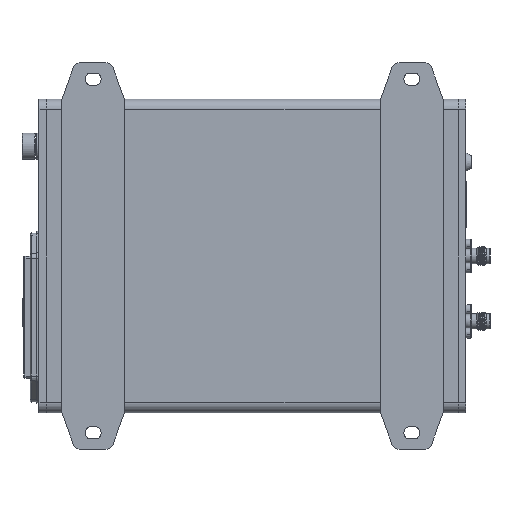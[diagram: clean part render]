
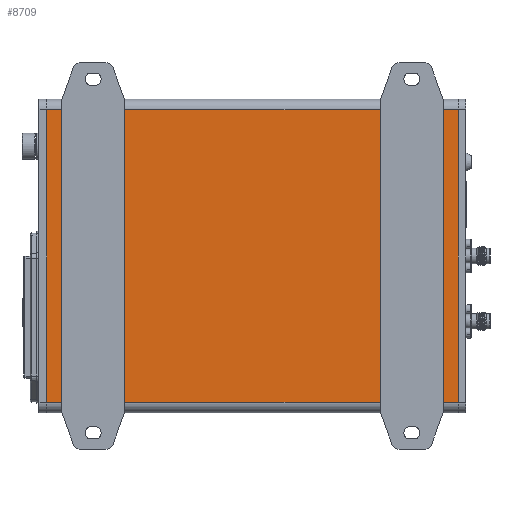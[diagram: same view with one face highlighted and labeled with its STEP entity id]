
A CAD part, front view. The second image highlights one B-rep face of the part: STEP entity #8709.
In plain terms, the highlighted planar face has unit normal (0, -1, 0).
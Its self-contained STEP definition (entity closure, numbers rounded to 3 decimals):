
#7760 = EDGE_CURVE ( 'NONE', #77538, #87806, #59881, .T. ) ;
#8580 = EDGE_CURVE ( 'NONE', #47218, #77538, #96811, .T. ) ;
#8709 = ADVANCED_FACE ( 'NONE', ( #30020 ), #101963, .F. ) ;
#16124 = AXIS2_PLACEMENT_3D ( 'NONE', #53952, #28946, #45993 ) ;
#17163 = DIRECTION ( 'NONE',  ( 0., 0., -1. ) ) ;
#19873 = EDGE_CURVE ( 'NONE', #47218, #44254, #57053, .T. ) ;
#23853 = CARTESIAN_POINT ( 'NONE',  ( 78.75, 0., 56. ) ) ;
#23924 = ORIENTED_EDGE ( 'NONE', *, *, #40635, .T. ) ;
#24600 = VECTOR ( 'NONE', #31838, 1000. ) ;
#24728 = ORIENTED_EDGE ( 'NONE', *, *, #8580, .T. ) ;
#28946 = DIRECTION ( 'NONE',  ( 0., 1., 0. ) ) ;
#29739 = VECTOR ( 'NONE', #17163, 1000. ) ;
#30020 = FACE_OUTER_BOUND ( 'NONE', #94166, .T. ) ;
#31838 = DIRECTION ( 'NONE',  ( -1., 0., 0. ) ) ;
#33267 = CARTESIAN_POINT ( 'NONE',  ( -78.75, 0., 60. ) ) ;
#39196 = VECTOR ( 'NONE', #87607, 1000. ) ;
#40635 = EDGE_CURVE ( 'NONE', #87806, #44254, #48699, .T. ) ;
#44254 = VERTEX_POINT ( 'NONE', #57313 ) ;
#45291 = CARTESIAN_POINT ( 'NONE',  ( 78.75, 0., 56. ) ) ;
#45993 = DIRECTION ( 'NONE',  ( 0., 0., 1. ) ) ;
#47218 = VERTEX_POINT ( 'NONE', #45291 ) ;
#48699 = LINE ( 'NONE', #72639, #39196 ) ;
#53952 = CARTESIAN_POINT ( 'NONE',  ( 78.75, 0., 60. ) ) ;
#57053 = LINE ( 'NONE', #58108, #29739 ) ;
#57313 = CARTESIAN_POINT ( 'NONE',  ( 78.75, 0., -56. ) ) ;
#58108 = CARTESIAN_POINT ( 'NONE',  ( 78.75, 0., 60. ) ) ;
#59340 = DIRECTION ( 'NONE',  ( 0., 0., -1. ) ) ;
#59881 = LINE ( 'NONE', #33267, #88681 ) ;
#70540 = CARTESIAN_POINT ( 'NONE',  ( -78.75, 0., -56. ) ) ;
#70898 = ORIENTED_EDGE ( 'NONE', *, *, #19873, .F. ) ;
#72639 = CARTESIAN_POINT ( 'NONE',  ( 78.75, 0., -56. ) ) ;
#77538 = VERTEX_POINT ( 'NONE', #95528 ) ;
#87607 = DIRECTION ( 'NONE',  ( 1., 0., 0. ) ) ;
#87806 = VERTEX_POINT ( 'NONE', #70540 ) ;
#88681 = VECTOR ( 'NONE', #59340, 1000. ) ;
#94166 = EDGE_LOOP ( 'NONE', ( #70898, #24728, #98379, #23924 ) ) ;
#95528 = CARTESIAN_POINT ( 'NONE',  ( -78.75, 0., 56. ) ) ;
#96811 = LINE ( 'NONE', #23853, #24600 ) ;
#98379 = ORIENTED_EDGE ( 'NONE', *, *, #7760, .T. ) ;
#101963 = PLANE ( 'NONE',  #16124 ) ;
